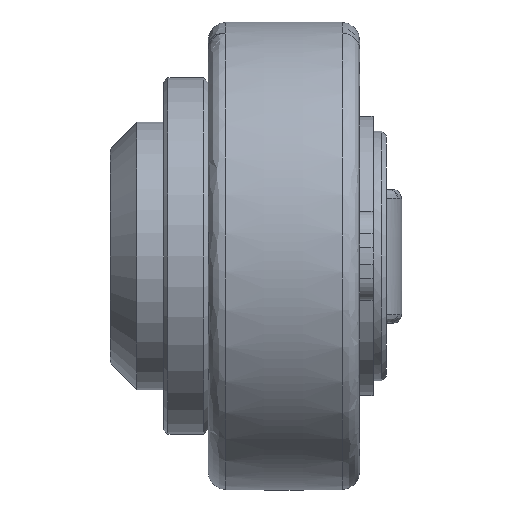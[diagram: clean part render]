
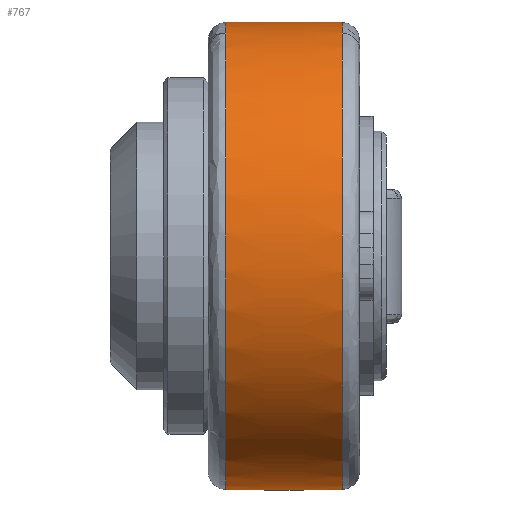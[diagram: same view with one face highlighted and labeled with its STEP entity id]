
A CAD part, front view. The second image highlights one B-rep face of the part: STEP entity #767.
In plain terms, the highlighted toroidal (fillet/blend) face has major radius 473.75 mm and minor radius 500 mm.
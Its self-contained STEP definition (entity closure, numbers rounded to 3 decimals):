
#9 = VERTEX_POINT ( 'NONE', #77 ) ;
#10 = VERTEX_POINT ( 'NONE', #78 ) ;
#12 = VERTEX_POINT ( 'NONE', #80 ) ;
#20 = VERTEX_POINT ( 'NONE', #84 ) ;
#25 = VERTEX_POINT ( 'NONE', #89 ) ;
#26 = VERTEX_POINT ( 'NONE', #90 ) ;
#77 = CARTESIAN_POINT ( 'NONE',  ( 26.026, -7.825, 25.012 ) ) ;
#78 = CARTESIAN_POINT ( 'NONE',  ( 26.026, 0., -26.207 ) ) ;
#80 = CARTESIAN_POINT ( 'NONE',  ( 12.974, -7.825, 25.012 ) ) ;
#84 = CARTESIAN_POINT ( 'NONE',  ( 12.974, 0., -26.207 ) ) ;
#89 = CARTESIAN_POINT ( 'NONE',  ( 12.974, 0., 26.207 ) ) ;
#90 = CARTESIAN_POINT ( 'NONE',  ( 26.026, 0., 26.207 ) ) ;
#200 = CARTESIAN_POINT ( 'NONE',  ( 26.026, 0., 0. ) ) ;
#201 = DIRECTION ( 'NONE',  ( -1., 0., 0. ) ) ;
#202 = DIRECTION ( 'NONE',  ( 0., 0., 1. ) ) ;
#203 = CARTESIAN_POINT ( 'NONE',  ( 12.974, 0., 0. ) ) ;
#204 = DIRECTION ( 'NONE',  ( 1., 0., 0. ) ) ;
#205 = DIRECTION ( 'NONE',  ( 0., 1., 0. ) ) ;
#222 = CARTESIAN_POINT ( 'NONE',  ( 19.5, 0., -473.75 ) ) ;
#229 = CARTESIAN_POINT ( 'NONE',  ( 19.5, 0., 473.75 ) ) ;
#230 = DIRECTION ( 'NONE',  ( 0., 1., 0. ) ) ;
#231 = DIRECTION ( 'NONE',  ( 0., 0., 1. ) ) ;
#236 = DIRECTION ( 'NONE',  ( 0., -1., 0. ) ) ;
#237 = DIRECTION ( 'NONE',  ( 0., 0., -1. ) ) ;
#273 = EDGE_CURVE ( 'NONE', #10, #9, #855, .T. ) ;
#274 = EDGE_CURVE ( 'NONE', #12, #20, #856, .T. ) ;
#282 = EDGE_CURVE ( 'NONE', #25, #26, #864, .T. ) ;
#284 = EDGE_CURVE ( 'NONE', #20, #10, #868, .T. ) ;
#320 = EDGE_LOOP ( 'NONE', ( #841, #842, #843, #844, #845, #846 ) ) ;
#568 = EDGE_CURVE ( 'NONE', #9, #26, #978, .T. ) ;
#569 = EDGE_CURVE ( 'NONE', #25, #12, #980, .T. ) ;
#577 = AXIS2_PLACEMENT_3D ( 'NONE', #200, #201, #202 ) ;
#578 = AXIS2_PLACEMENT_3D ( 'NONE', #203, #204, #205 ) ;
#587 = AXIS2_PLACEMENT_3D ( 'NONE', #222, #230, #231 ) ;
#589 = AXIS2_PLACEMENT_3D ( 'NONE', #229, #236, #237 ) ;
#625 = AXIS2_PLACEMENT_3D ( 'NONE', #1292, #1293, #1294 ) ;
#626 = AXIS2_PLACEMENT_3D ( 'NONE', #1288, #1296, #1297 ) ;
#692 = AXIS2_PLACEMENT_3D ( 'NONE', #1621, #1590, #1622 ) ;
#767 = ADVANCED_FACE ( 'NONE', ( #1088 ), #1093, .T. ) ;
#841 = ORIENTED_EDGE ( 'NONE', *, *, #282, .F. ) ;
#842 = ORIENTED_EDGE ( 'NONE', *, *, #569, .T. ) ;
#843 = ORIENTED_EDGE ( 'NONE', *, *, #274, .T. ) ;
#844 = ORIENTED_EDGE ( 'NONE', *, *, #284, .T. ) ;
#845 = ORIENTED_EDGE ( 'NONE', *, *, #273, .T. ) ;
#846 = ORIENTED_EDGE ( 'NONE', *, *, #568, .T. ) ;
#855 = CIRCLE ( 'NONE', #577, 26.207 ) ;
#856 = CIRCLE ( 'NONE', #578, 26.207 ) ;
#864 = CIRCLE ( 'NONE', #587, 500. ) ;
#868 = CIRCLE ( 'NONE', #589, 500. ) ;
#978 = CIRCLE ( 'NONE', #625, 26.207 ) ;
#980 = CIRCLE ( 'NONE', #626, 26.207 ) ;
#1088 = FACE_OUTER_BOUND ( 'NONE', #320, .T. ) ;
#1093 = TOROIDAL_SURFACE ( 'NONE', #692, -473.75, 500. ) ;
#1288 = CARTESIAN_POINT ( 'NONE',  ( 12.974, 0., 0. ) ) ;
#1292 = CARTESIAN_POINT ( 'NONE',  ( 26.026, 0., 0. ) ) ;
#1293 = DIRECTION ( 'NONE',  ( -1., 0., 0. ) ) ;
#1294 = DIRECTION ( 'NONE',  ( 0., 0., 1. ) ) ;
#1296 = DIRECTION ( 'NONE',  ( 1., 0., 0. ) ) ;
#1297 = DIRECTION ( 'NONE',  ( 0., 1., 0. ) ) ;
#1590 = DIRECTION ( 'NONE',  ( 1., 0., 0. ) ) ;
#1621 = CARTESIAN_POINT ( 'NONE',  ( 19.5, 0., 0. ) ) ;
#1622 = DIRECTION ( 'NONE',  ( 0., 0., -1. ) ) ;
